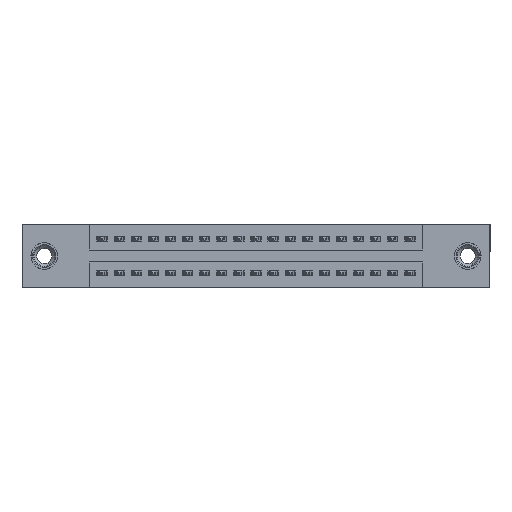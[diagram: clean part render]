
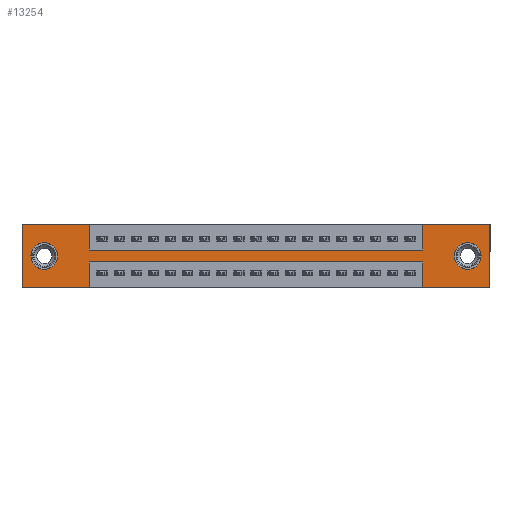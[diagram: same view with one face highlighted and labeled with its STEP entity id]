
A CAD part, front view. The second image highlights one B-rep face of the part: STEP entity #13254.
In plain terms, the highlighted planar face has unit normal (0, -1, 0).
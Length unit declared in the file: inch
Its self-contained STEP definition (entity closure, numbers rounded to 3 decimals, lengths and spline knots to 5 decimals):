
#56 = CARTESIAN_POINT ( 'NONE',  ( 0.3925, 0., -0.15 ) ) ;
#84 = VERTEX_POINT ( 'NONE', #13020 ) ;
#242 = LINE ( 'NONE', #56, #14344 ) ;
#469 = CARTESIAN_POINT ( 'NONE',  ( 2.3425, 0., -0.15 ) ) ;
#551 = CARTESIAN_POINT ( 'NONE',  ( 2.3425, 0., -0.22 ) ) ;
#673 = EDGE_CURVE ( 'NONE', #4065, #11768, #4689, .T. ) ;
#747 = LINE ( 'NONE', #1314, #16038 ) ;
#770 = FACE_BOUND ( 'NONE', #15818, .T. ) ;
#941 = LINE ( 'NONE', #10279, #16970 ) ;
#1064 = DIRECTION ( 'NONE',  ( 0., 0., -1. ) ) ;
#1133 = VECTOR ( 'NONE', #14198, 39.37008 ) ;
#1248 = EDGE_CURVE ( 'NONE', #13233, #14370, #242, .T. ) ;
#1303 = LINE ( 'NONE', #3785, #10815 ) ;
#1314 = CARTESIAN_POINT ( 'NONE',  ( 0., 0., -0.37 ) ) ;
#1330 = PLANE ( 'NONE',  #18008 ) ;
#1813 = DIRECTION ( 'NONE',  ( 1., 0., 0. ) ) ;
#1961 = VERTEX_POINT ( 'NONE', #17484 ) ;
#2267 = AXIS2_PLACEMENT_3D ( 'NONE', #4074, #11515, #5649 ) ;
#2636 = DIRECTION ( 'NONE',  ( 0., 1., 0. ) ) ;
#3584 = VECTOR ( 'NONE', #8383, 39.37008 ) ;
#3776 = LINE ( 'NONE', #9226, #4989 ) ;
#3785 = CARTESIAN_POINT ( 'NONE',  ( 0., 0., 0. ) ) ;
#4065 = VERTEX_POINT ( 'NONE', #16290 ) ;
#4074 = CARTESIAN_POINT ( 'NONE',  ( 0.13, 0., -0.185 ) ) ;
#4280 = CIRCLE ( 'NONE', #13635, 0.078 ) ;
#4337 = DIRECTION ( 'NONE',  ( -1., 0., 0. ) ) ;
#4599 = DIRECTION ( 'NONE',  ( 0., 0., 1. ) ) ;
#4607 = EDGE_CURVE ( 'NONE', #18315, #10390, #17943, .T. ) ;
#4689 = CIRCLE ( 'NONE', #2267, 0.078 ) ;
#4798 = VERTEX_POINT ( 'NONE', #17775 ) ;
#4837 = EDGE_LOOP ( 'NONE', ( #19904, #5775, #9712, #7487, #15911, #18774, #19767, #9920, #14957, #10266, #15200, #16490 ) ) ;
#4989 = VECTOR ( 'NONE', #20109, 39.37008 ) ;
#5137 = ORIENTED_EDGE ( 'NONE', *, *, #673, .T. ) ;
#5649 = DIRECTION ( 'NONE',  ( 0., 0., 1. ) ) ;
#5720 = EDGE_CURVE ( 'NONE', #10926, #10861, #6253, .T. ) ;
#5775 = ORIENTED_EDGE ( 'NONE', *, *, #5720, .F. ) ;
#5812 = EDGE_CURVE ( 'NONE', #14370, #11512, #11563, .T. ) ;
#5923 = CARTESIAN_POINT ( 'NONE',  ( 2.735, 0., 0. ) ) ;
#5973 = CARTESIAN_POINT ( 'NONE',  ( 0.13, 0., -0.185 ) ) ;
#6224 = VECTOR ( 'NONE', #19798, 39.37008 ) ;
#6253 = LINE ( 'NONE', #17614, #3584 ) ;
#6311 = DIRECTION ( 'NONE',  ( 0., 0., -1. ) ) ;
#6863 = VECTOR ( 'NONE', #8992, 39.37008 ) ;
#6913 = CARTESIAN_POINT ( 'NONE',  ( 2.3425, 0., -0.37 ) ) ;
#7387 = VERTEX_POINT ( 'NONE', #19961 ) ;
#7428 = EDGE_CURVE ( 'NONE', #10390, #18315, #4280, .T. ) ;
#7443 = EDGE_CURVE ( 'NONE', #10861, #19198, #3776, .T. ) ;
#7487 = ORIENTED_EDGE ( 'NONE', *, *, #14037, .F. ) ;
#7755 = CARTESIAN_POINT ( 'NONE',  ( 2.3425, 0., 0. ) ) ;
#7863 = EDGE_CURVE ( 'NONE', #11512, #7387, #1303, .T. ) ;
#7979 = EDGE_CURVE ( 'NONE', #7387, #15069, #15381, .T. ) ;
#8383 = DIRECTION ( 'NONE',  ( -1., 0., 0. ) ) ;
#8505 = CARTESIAN_POINT ( 'NONE',  ( 2.605, 0., -0.263 ) ) ;
#8722 = LINE ( 'NONE', #12520, #18669 ) ;
#8734 = CARTESIAN_POINT ( 'NONE',  ( 2.3425, 0., -0.37 ) ) ;
#8923 = CARTESIAN_POINT ( 'NONE',  ( 0., 0., 0. ) ) ;
#8992 = DIRECTION ( 'NONE',  ( 0., 0., 1. ) ) ;
#8997 = VERTEX_POINT ( 'NONE', #6913 ) ;
#9226 = CARTESIAN_POINT ( 'NONE',  ( 0.3925, 0., -0.37 ) ) ;
#9302 = EDGE_CURVE ( 'NONE', #4798, #13233, #941, .T. ) ;
#9517 = ORIENTED_EDGE ( 'NONE', *, *, #13304, .T. ) ;
#9536 = CARTESIAN_POINT ( 'NONE',  ( 0., 0., -0.37 ) ) ;
#9712 = ORIENTED_EDGE ( 'NONE', *, *, #13546, .F. ) ;
#9920 = ORIENTED_EDGE ( 'NONE', *, *, #1248, .F. ) ;
#10102 = ORIENTED_EDGE ( 'NONE', *, *, #4607, .T. ) ;
#10114 = CARTESIAN_POINT ( 'NONE',  ( 2.605, 0., -0.185 ) ) ;
#10115 = VECTOR ( 'NONE', #4599, 39.37008 ) ;
#10266 = ORIENTED_EDGE ( 'NONE', *, *, #18559, .F. ) ;
#10279 = CARTESIAN_POINT ( 'NONE',  ( 0.3925, 0., 0. ) ) ;
#10390 = VERTEX_POINT ( 'NONE', #17272 ) ;
#10467 = EDGE_CURVE ( 'NONE', #19198, #1961, #19635, .T. ) ;
#10529 = DIRECTION ( 'NONE',  ( 0., 0., -1. ) ) ;
#10815 = VECTOR ( 'NONE', #1813, 39.37008 ) ;
#10861 = VERTEX_POINT ( 'NONE', #15287 ) ;
#10926 = VERTEX_POINT ( 'NONE', #551 ) ;
#11473 = FACE_BOUND ( 'NONE', #15895, .T. ) ;
#11512 = VERTEX_POINT ( 'NONE', #7755 ) ;
#11515 = DIRECTION ( 'NONE',  ( 0., 1., 0. ) ) ;
#11563 = LINE ( 'NONE', #12372, #10115 ) ;
#11768 = VERTEX_POINT ( 'NONE', #19309 ) ;
#12184 = DIRECTION ( 'NONE',  ( 0., -1., 0. ) ) ;
#12292 = CARTESIAN_POINT ( 'NONE',  ( 0.3925, 0., -0.37 ) ) ;
#12372 = CARTESIAN_POINT ( 'NONE',  ( 2.3425, 0., 0. ) ) ;
#12451 = CARTESIAN_POINT ( 'NONE',  ( 2.735, 0., -0.37 ) ) ;
#12520 = CARTESIAN_POINT ( 'NONE',  ( 0., 0., 0. ) ) ;
#13020 = CARTESIAN_POINT ( 'NONE',  ( 0., 0., 0. ) ) ;
#13233 = VERTEX_POINT ( 'NONE', #16478 ) ;
#13254 = ADVANCED_FACE ( 'NONE', ( #770, #11473, #16808 ), #1330, .T. ) ;
#13304 = EDGE_CURVE ( 'NONE', #11768, #4065, #16077, .T. ) ;
#13465 = DIRECTION ( 'NONE',  ( 0., 0., 1. ) ) ;
#13546 = EDGE_CURVE ( 'NONE', #8997, #10926, #15123, .T. ) ;
#13635 = AXIS2_PLACEMENT_3D ( 'NONE', #18678, #13959, #6311 ) ;
#13922 = VECTOR ( 'NONE', #10529, 39.37008 ) ;
#13959 = DIRECTION ( 'NONE',  ( 0., 1., 0. ) ) ;
#13977 = LINE ( 'NONE', #8923, #6224 ) ;
#14037 = EDGE_CURVE ( 'NONE', #15069, #8997, #747, .T. ) ;
#14198 = DIRECTION ( 'NONE',  ( -1., 0., 0. ) ) ;
#14344 = VECTOR ( 'NONE', #17328, 39.37008 ) ;
#14370 = VERTEX_POINT ( 'NONE', #469 ) ;
#14927 = DIRECTION ( 'NONE',  ( 0., 1., 0. ) ) ;
#14957 = ORIENTED_EDGE ( 'NONE', *, *, #9302, .F. ) ;
#15069 = VERTEX_POINT ( 'NONE', #12451 ) ;
#15123 = LINE ( 'NONE', #8734, #6863 ) ;
#15200 = ORIENTED_EDGE ( 'NONE', *, *, #19620, .F. ) ;
#15287 = CARTESIAN_POINT ( 'NONE',  ( 0.3925, 0., -0.22 ) ) ;
#15381 = LINE ( 'NONE', #5923, #13922 ) ;
#15818 = EDGE_LOOP ( 'NONE', ( #19475, #10102 ) ) ;
#15895 = EDGE_LOOP ( 'NONE', ( #5137, #9517 ) ) ;
#15911 = ORIENTED_EDGE ( 'NONE', *, *, #7979, .F. ) ;
#16038 = VECTOR ( 'NONE', #4337, 39.37008 ) ;
#16077 = CIRCLE ( 'NONE', #19868, 0.078 ) ;
#16290 = CARTESIAN_POINT ( 'NONE',  ( 0.13, 0., -0.107 ) ) ;
#16478 = CARTESIAN_POINT ( 'NONE',  ( 0.3925, 0., -0.15 ) ) ;
#16490 = ORIENTED_EDGE ( 'NONE', *, *, #10467, .F. ) ;
#16515 = DIRECTION ( 'NONE',  ( 0., 0., -1. ) ) ;
#16808 = FACE_OUTER_BOUND ( 'NONE', #4837, .T. ) ;
#16970 = VECTOR ( 'NONE', #16515, 39.37008 ) ;
#17259 = DIRECTION ( 'NONE',  ( 1., 0., 0. ) ) ;
#17272 = CARTESIAN_POINT ( 'NONE',  ( 2.605, 0., -0.107 ) ) ;
#17328 = DIRECTION ( 'NONE',  ( 1., 0., 0. ) ) ;
#17484 = CARTESIAN_POINT ( 'NONE',  ( 0., 0., -0.37 ) ) ;
#17614 = CARTESIAN_POINT ( 'NONE',  ( 0.3925, 0., -0.22 ) ) ;
#17775 = CARTESIAN_POINT ( 'NONE',  ( 0.3925, 0., 0. ) ) ;
#17849 = DIRECTION ( 'NONE',  ( 0., 0., -1. ) ) ;
#17943 = CIRCLE ( 'NONE', #18446, 0.078 ) ;
#18008 = AXIS2_PLACEMENT_3D ( 'NONE', #18255, #12184, #1064 ) ;
#18255 = CARTESIAN_POINT ( 'NONE',  ( 0., 0., -0.37 ) ) ;
#18315 = VERTEX_POINT ( 'NONE', #8505 ) ;
#18446 = AXIS2_PLACEMENT_3D ( 'NONE', #10114, #14927, #17849 ) ;
#18559 = EDGE_CURVE ( 'NONE', #84, #4798, #8722, .T. ) ;
#18669 = VECTOR ( 'NONE', #17259, 39.37008 ) ;
#18678 = CARTESIAN_POINT ( 'NONE',  ( 2.605, 0., -0.185 ) ) ;
#18774 = ORIENTED_EDGE ( 'NONE', *, *, #7863, .F. ) ;
#19198 = VERTEX_POINT ( 'NONE', #12292 ) ;
#19309 = CARTESIAN_POINT ( 'NONE',  ( 0.13, 0., -0.263 ) ) ;
#19475 = ORIENTED_EDGE ( 'NONE', *, *, #7428, .T. ) ;
#19620 = EDGE_CURVE ( 'NONE', #1961, #84, #13977, .T. ) ;
#19635 = LINE ( 'NONE', #9536, #1133 ) ;
#19767 = ORIENTED_EDGE ( 'NONE', *, *, #5812, .F. ) ;
#19798 = DIRECTION ( 'NONE',  ( 0., 0., 1. ) ) ;
#19868 = AXIS2_PLACEMENT_3D ( 'NONE', #5973, #2636, #13465 ) ;
#19904 = ORIENTED_EDGE ( 'NONE', *, *, #7443, .F. ) ;
#19961 = CARTESIAN_POINT ( 'NONE',  ( 2.735, 0., 0. ) ) ;
#20109 = DIRECTION ( 'NONE',  ( 0., 0., -1. ) ) ;
